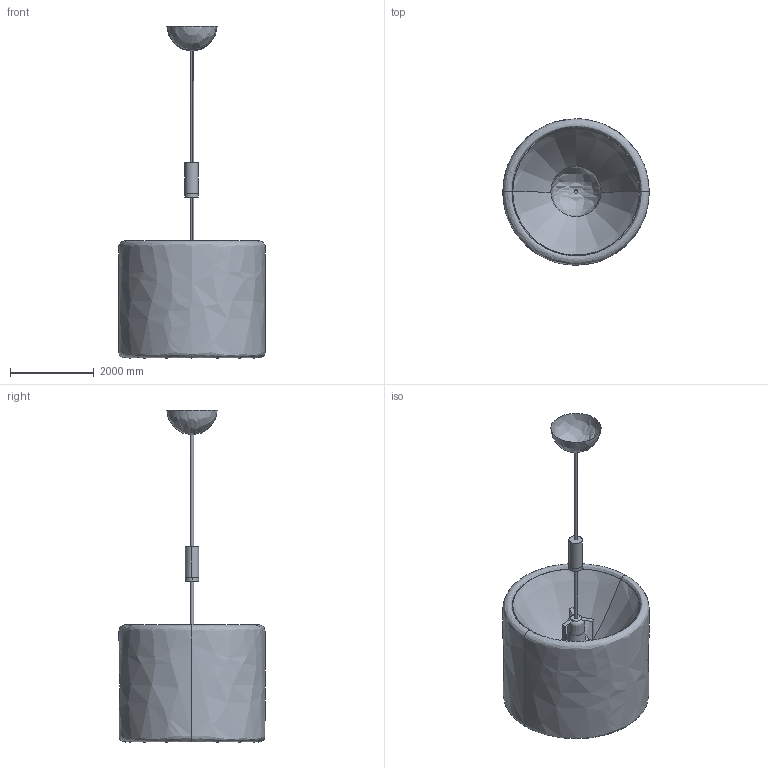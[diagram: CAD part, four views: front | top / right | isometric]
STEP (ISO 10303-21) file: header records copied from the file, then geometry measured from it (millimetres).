
FILE_DESCRIPTION(/* description */ (''),/* implementation_level */ '2;1');
FILE_NAME(/* name */ 'TET SOSPENSIONE',/* time_stamp */ '2012-11-05T14:58:28+01:00',/* author */ (''),/* organization */ (''),/* preprocessor_version */ 'ST-DEVELOPER v10',/* originating_system */ '',/* authorisation */ '');
FILE_SCHEMA (('CONFIG_CONTROL_DESIGN'));
Length unit declared in the file: centimetre
Products named in the file (1): 1
Bounding box: 3500 x 3500 x 7937.25 mm (x, y, z)
Volume: 333908421.6 mm3; surface area: 64869774 mm2
Topology: 5 solids, 13 shells, 48 faces, 107 edges, 68 vertices
Faces by surface type: bspline 48
Entity records: 4766 total; most frequent: CARTESIAN_POINT 4108, ORIENTED_EDGE 168, EDGE_CURVE 101, VERTEX_POINT 68, EDGE_LOOP 49, ADVANCED_FACE 48, FACE_OUTER_BOUND 48, B_SPLINE_CURVE_WITH_KNOTS 45
